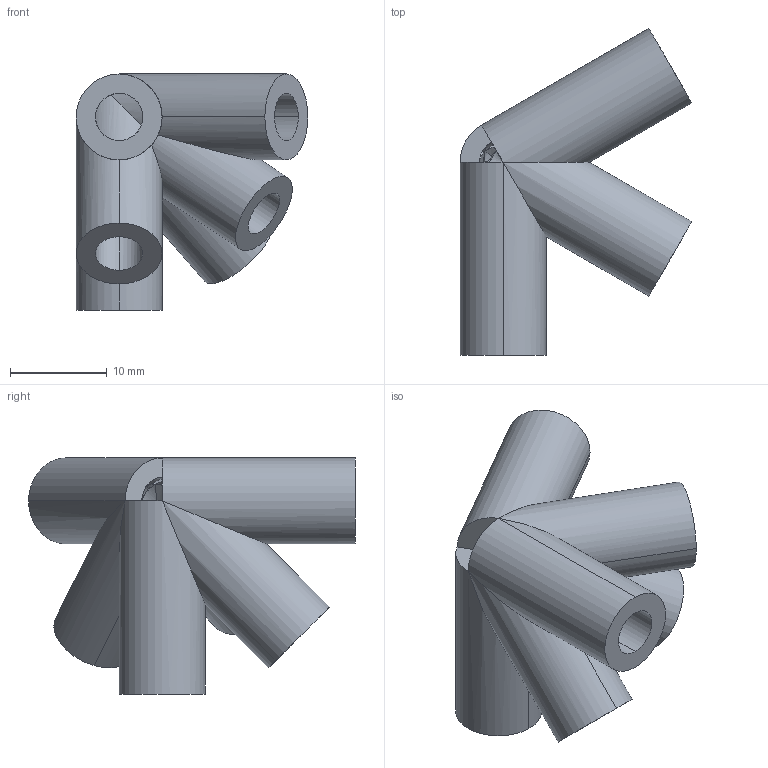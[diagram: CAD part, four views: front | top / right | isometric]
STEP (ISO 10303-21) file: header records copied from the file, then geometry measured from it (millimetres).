
FILE_DESCRIPTION (( 'STEP AP214' ), '1' );
FILE_NAME ('main connector.STEP', '2025-07-25T13:38:33', ( '' ), ( '' ), 'SwSTEP 2.0', 'SolidWorks 2025', '' );
FILE_SCHEMA (( 'AUTOMOTIVE_DESIGN' ));
Length unit declared in the file: millimetre
Products named in the file (1): main connector
Bounding box: 24 x 33.85 x 24.45 mm (x, y, z)
Volume: 4841.1 mm3; surface area: 4514.7 mm2
Topology: 1 solids, 6 shells, 206 faces, 382 edges, 195 vertices
Faces by surface type: cylinder 139, plane 67
Entity records: 5354 total; most frequent: CARTESIAN_POINT 1893, ORIENTED_EDGE 764, DIRECTION 664, EDGE_CURVE 382, AXIS2_PLACEMENT_3D 300, EDGE_LOOP 213, FACE_OUTER_BOUND 206, ADVANCED_FACE 206
